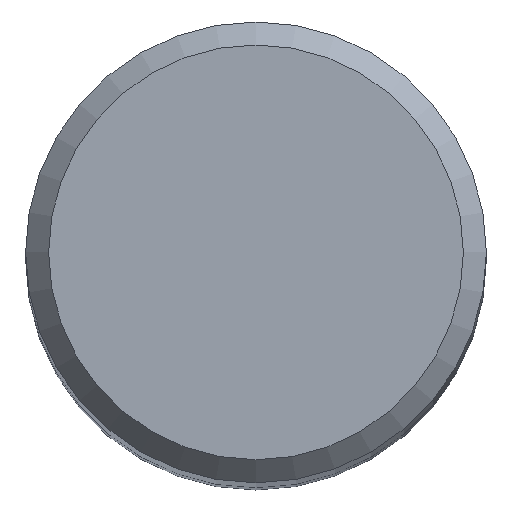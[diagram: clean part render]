
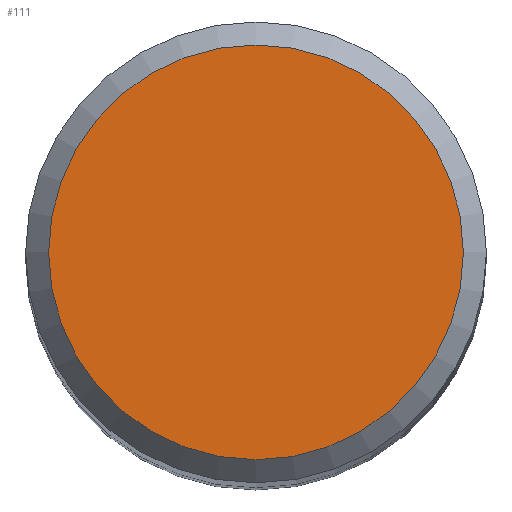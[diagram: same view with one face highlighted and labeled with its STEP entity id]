
A CAD part, top view. The second image highlights one B-rep face of the part: STEP entity #111.
In plain terms, the highlighted planar face has unit normal (0, 0, 1).
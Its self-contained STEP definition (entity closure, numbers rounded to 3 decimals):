
#20 = EDGE_CURVE ( 'NONE', #21, #21, #211, .T. ) ;
#21 = VERTEX_POINT ( 'NONE', #208 ) ;
#49 = FACE_OUTER_BOUND ( 'NONE', #74, .T. ) ;
#64 = ORIENTED_EDGE ( 'NONE', *, *, #20, .F. ) ;
#66 = AXIS2_PLACEMENT_3D ( 'NONE', #132, #80, #114 ) ;
#74 = EDGE_LOOP ( 'NONE', ( #64 ) ) ;
#80 = DIRECTION ( 'NONE',  ( 0., 0., -1. ) ) ;
#85 = DIRECTION ( 'NONE',  ( 0., 0., -1. ) ) ;
#111 = ADVANCED_FACE ( 'NONE', ( #49 ), #118, .F. ) ;
#114 = DIRECTION ( 'NONE',  ( 0., 1., 0. ) ) ;
#118 = PLANE ( 'NONE',  #184 ) ;
#122 = DIRECTION ( 'NONE',  ( 0., 1., 0. ) ) ;
#132 = CARTESIAN_POINT ( 'NONE',  ( 0., 0., 90. ) ) ;
#171 = CARTESIAN_POINT ( 'NONE',  ( 0., 0., 90. ) ) ;
#184 = AXIS2_PLACEMENT_3D ( 'NONE', #171, #85, #122 ) ;
#208 = CARTESIAN_POINT ( 'NONE',  ( 0., 4.5, 90. ) ) ;
#211 = CIRCLE ( 'NONE', #66, 4.5 ) ;
